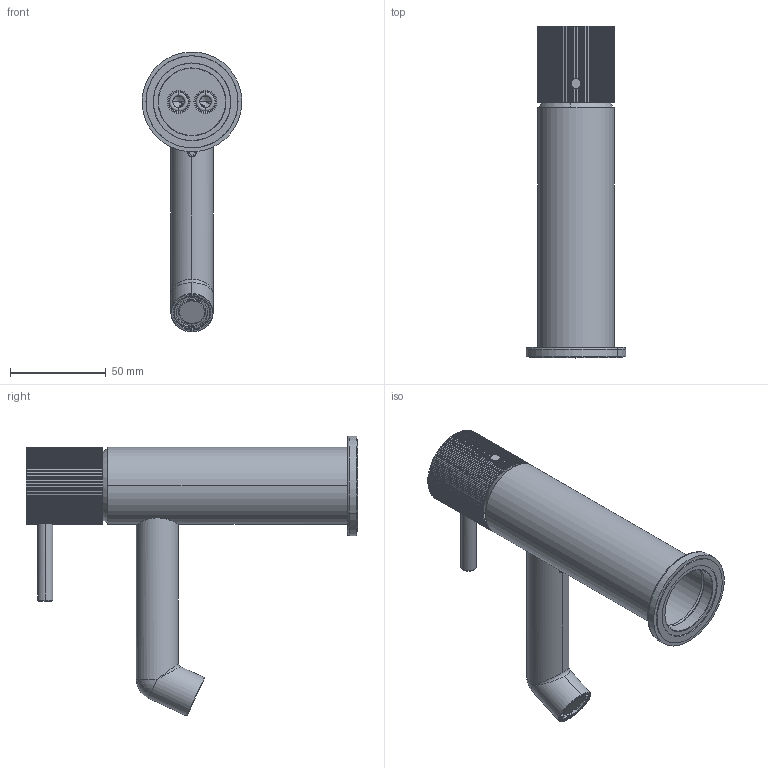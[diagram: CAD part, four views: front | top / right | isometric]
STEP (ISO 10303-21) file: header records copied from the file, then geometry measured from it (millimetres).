
FILE_DESCRIPTION((''),'2;1');
FILE_NAME('64008_ASM','2023-07-16T13:15:33',('dell'),(''),'CREO PARAMETRIC BY PTC INC, 2019224','CREO PARAMETRIC BY PTC INC, 2019224','');
FILE_SCHEMA(('CONFIG_CONTROL_DESIGN'));
Length unit declared in the file: millimetre
Products named in the file (23): 615-0101_X2_4E3B4F537BA1_X0__ID; 615-0101_X2_51FA6C347BA1_X0__ID; CT25UF001_X2_960082AF_X0__ID102; 615-0101_X2_516D89D2538B5E3D_X0; 615-0101_X2_624B67C4_X0__ID94_X; _X2_7EBD73C0_X0_M18_5X1_X2_5185; 873-0100_X2_5E955EA7_X0__ID66_X; 48X40_5X4_X2_57AB7247_X0__ID62_; M5X3__X2_83DF_X0___ID58_X_T_1; 5_5X3_X2_58355934_X0__ID54_X_T_; _X2_535551B751FA6C347BA18FDB6C3; O_X2_578B5708_X0_15X2_ID46_X_T_; O_X2_578B5708_X0_15X2_ID42_X_T_; O_X2_578B5708_X0_13X1_5_ID38_X_; M5X4_X2_5C16593487BA4E1D_X0__ID; CT25UF001_X2_960082AF_X0_25_X2_; O_X2_578B5708_X0_10X2_ID18_X_T_; O_X2_578B5708_X0_10X2_ID14_X_T_; 615-0101_X2_88C5997076D6_X0_B-B; O_X2_578B5708_X0_35X2_0_ID6_X_T; 615-0101_X_T_1_ASM_1_ASM; 615-0101_X_T_ASM_1_ASM; 64008_ASM
Assembly tree (22 placements, depth 4):
  64008_ASM
    615-0101_X_T_ASM_1_ASM
      615-0101_X_T_1_ASM_1_ASM
        615-0101_X2_4E3B4F537BA1_X0__ID
        615-0101_X2_51FA6C347BA1_X0__ID
        CT25UF001_X2_960082AF_X0__ID102
        615-0101_X2_516D89D2538B5E3D_X0
        615-0101_X2_624B67C4_X0__ID94_X
        _X2_7EBD73C0_X0_M18_5X1_X2_5185
        873-0100_X2_5E955EA7_X0__ID66_X
        48X40_5X4_X2_57AB7247_X0__ID62_
        M5X3__X2_83DF_X0___ID58_X_T_1
        5_5X3_X2_58355934_X0__ID54_X_T_
        _X2_535551B751FA6C347BA18FDB6C3
        O_X2_578B5708_X0_15X2_ID46_X_T_
        O_X2_578B5708_X0_15X2_ID42_X_T_
        O_X2_578B5708_X0_13X1_5_ID38_X_
        M5X4_X2_5C16593487BA4E1D_X0__ID
        CT25UF001_X2_960082AF_X0_25_X2_
        O_X2_578B5708_X0_10X2_ID18_X_T_
        O_X2_578B5708_X0_10X2_ID14_X_T_
        615-0101_X2_88C5997076D6_X0_B-B
        O_X2_578B5708_X0_35X2_0_ID6_X_T
Bounding box: 51.92 x 172.9 x 145.86 mm (x, y, z)
Volume: 142593.4 mm3; surface area: 91969.5 mm2
Topology: 19 solids, 20 shells, 1199 faces, 3311 edges, 2180 vertices
Faces by surface type: plane 479, cylinder 468, torus 158, cone 77, bspline 10, sphere 5, extrusion 2
Entity records: 51033 total; most frequent: CARTESIAN_POINT 19860, ORIENTED_EDGE 6584, DIRECTION 6441, EDGE_CURVE 3299, AXIS2_PLACEMENT_3D 2433, VERTEX_POINT 2180, VECTOR 1575, LINE 1573
